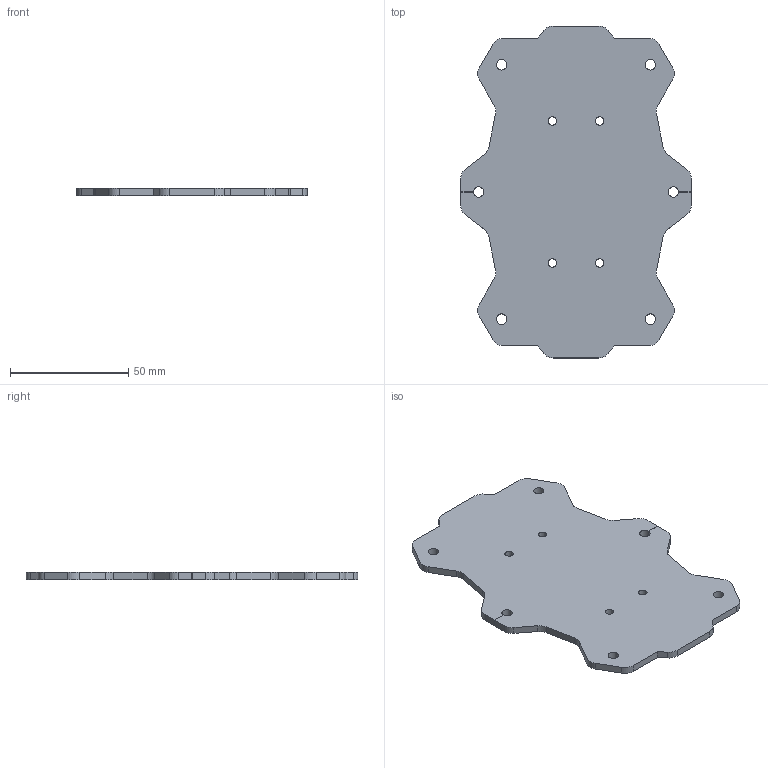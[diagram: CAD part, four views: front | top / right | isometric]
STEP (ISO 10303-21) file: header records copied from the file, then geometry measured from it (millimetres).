
FILE_DESCRIPTION(/* description */ (''),/* implementation_level */ '2;1');
FILE_NAME(/* name */ 'chassis2_bottom.step',/* time_stamp */ '2023-11-01T21:05:43+01:00',/* author */ (''),/* organization */ (''),/* preprocessor_version */ 'ST-DEVELOPER v20',/* originating_system */ 'Autodesk Translation Framework v12.9.0.99',/* authorisation */ '');
FILE_SCHEMA (('AUTOMOTIVE_DESIGN { 1 0 10303 214 3 1 1 }'));
Length unit declared in the file: millimetre
Products named in the file (1): (Unsaved)
Bounding box: 97.42 x 140.37 x 3 mm (x, y, z)
Volume: 31099.8 mm3; surface area: 22494.4 mm2
Topology: 1 solids, 1 shells, 74 faces, 216 edges, 140 vertices
Faces by surface type: plane 40, cylinder 34
Full cylindrical faces by diameter (mm): 3.5 x4, 4.4 x4
Entity records: 2525 total; most frequent: DIRECTION 434, ORIENTED_EDGE 432, CARTESIAN_POINT 431, EDGE_CURVE 216, LINE 148, VECTOR 148, AXIS2_PLACEMENT_3D 143, VERTEX_POINT 140
